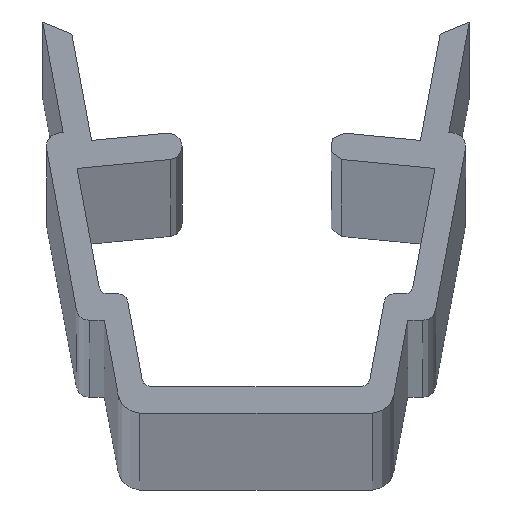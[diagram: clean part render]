
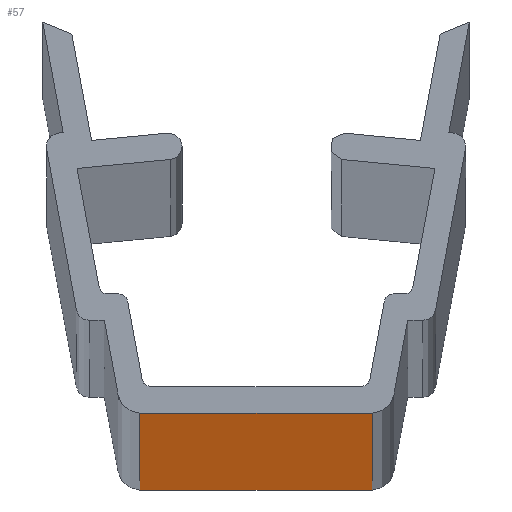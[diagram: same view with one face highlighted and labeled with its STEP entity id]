
A CAD part, top view. The second image highlights one B-rep face of the part: STEP entity #57.
In plain terms, the highlighted planar face has unit normal (0, -1, 0).
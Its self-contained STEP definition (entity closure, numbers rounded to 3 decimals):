
#10 = EDGE_LOOP ( 'NONE', ( #181, #202, #1280, #355 ) ) ;
#23 = VERTEX_POINT ( 'NONE', #609 ) ;
#57 = ADVANCED_FACE ( 'NONE', ( #652 ), #674, .T. ) ;
#117 = LINE ( 'NONE', #460, #934 ) ;
#119 = VECTOR ( 'NONE', #1230, 1000. ) ;
#172 = AXIS2_PLACEMENT_3D ( 'NONE', #312, #759, #534 ) ;
#181 = ORIENTED_EDGE ( 'NONE', *, *, #487, .F. ) ;
#182 = CARTESIAN_POINT ( 'NONE',  ( 2.634, 0., -1000. ) ) ;
#202 = ORIENTED_EDGE ( 'NONE', *, *, #945, .F. ) ;
#240 = DIRECTION ( 'NONE',  ( 0., 0., 1. ) ) ;
#241 = VERTEX_POINT ( 'NONE', #357 ) ;
#312 = CARTESIAN_POINT ( 'NONE',  ( -2.634, 0., -1000. ) ) ;
#334 = LINE ( 'NONE', #1361, #119 ) ;
#340 = VECTOR ( 'NONE', #1235, 1000. ) ;
#355 = ORIENTED_EDGE ( 'NONE', *, *, #1026, .T. ) ;
#357 = CARTESIAN_POINT ( 'NONE',  ( 2.634, 0., 0. ) ) ;
#460 = CARTESIAN_POINT ( 'NONE',  ( 2.634, 0., -1000. ) ) ;
#487 = EDGE_CURVE ( 'NONE', #908, #241, #769, .T. ) ;
#534 = DIRECTION ( 'NONE',  ( 0., 0., -1. ) ) ;
#539 = CARTESIAN_POINT ( 'NONE',  ( -2.634, 0., 0. ) ) ;
#609 = CARTESIAN_POINT ( 'NONE',  ( -2.634, 0., -1000. ) ) ;
#652 = FACE_OUTER_BOUND ( 'NONE', #10, .T. ) ;
#674 = PLANE ( 'NONE',  #172 ) ;
#759 = DIRECTION ( 'NONE',  ( 0., -1., 0. ) ) ;
#761 = VECTOR ( 'NONE', #1100, 1000. ) ;
#763 = CARTESIAN_POINT ( 'NONE',  ( -2.634, 0., -1000. ) ) ;
#769 = LINE ( 'NONE', #539, #340 ) ;
#852 = VERTEX_POINT ( 'NONE', #182 ) ;
#863 = LINE ( 'NONE', #763, #761 ) ;
#908 = VERTEX_POINT ( 'NONE', #1452 ) ;
#934 = VECTOR ( 'NONE', #240, 1000. ) ;
#945 = EDGE_CURVE ( 'NONE', #23, #908, #863, .T. ) ;
#1026 = EDGE_CURVE ( 'NONE', #852, #241, #117, .T. ) ;
#1100 = DIRECTION ( 'NONE',  ( 0., 0., 1. ) ) ;
#1230 = DIRECTION ( 'NONE',  ( 1., 0., 0. ) ) ;
#1235 = DIRECTION ( 'NONE',  ( 1., 0., 0. ) ) ;
#1280 = ORIENTED_EDGE ( 'NONE', *, *, #1444, .T. ) ;
#1361 = CARTESIAN_POINT ( 'NONE',  ( -2.634, 0., -1000. ) ) ;
#1444 = EDGE_CURVE ( 'NONE', #23, #852, #334, .T. ) ;
#1452 = CARTESIAN_POINT ( 'NONE',  ( -2.634, 0., 0. ) ) ;
